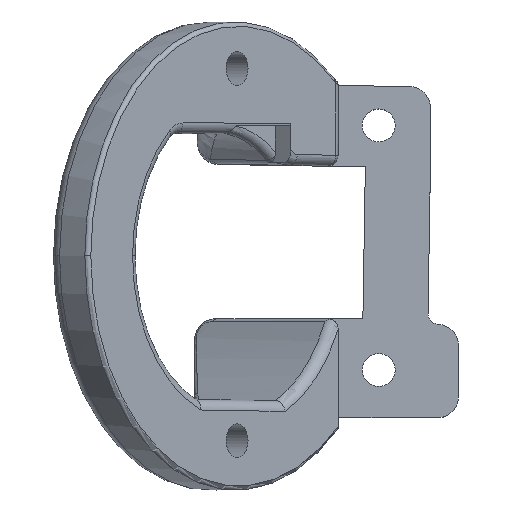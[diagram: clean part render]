
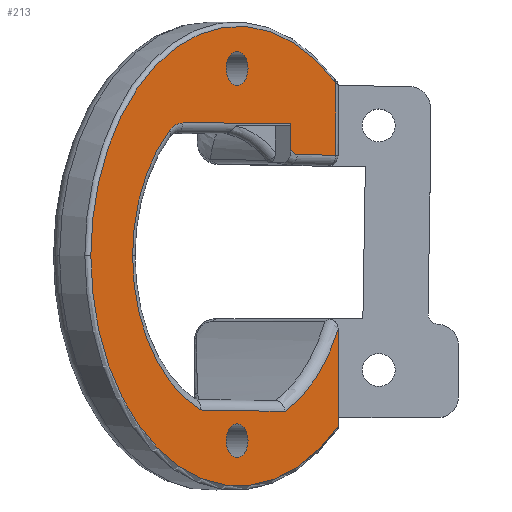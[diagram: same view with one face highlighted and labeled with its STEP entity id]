
A CAD part, top view. The second image highlights one B-rep face of the part: STEP entity #213.
In plain terms, the highlighted planar face has unit normal (0.766, 0, 0.643).
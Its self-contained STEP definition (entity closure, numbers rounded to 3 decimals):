
#55=CARTESIAN_POINT('',(11.644,-0.7,-15.926));
#56=DIRECTION('',(-0.766,0.,-0.643));
#57=DIRECTION('',(-0.643,0.,0.766));
#58=AXIS2_PLACEMENT_3D('',#55,#56,#57);
#59=PLANE('',#58);
#60=CARTESIAN_POINT('',(-26.28,13.5,29.27));
#61=VERTEX_POINT('',#60);
#62=CARTESIAN_POINT('',(-27.309,13.5,30.496));
#63=DIRECTION('',(-0.766,-0.,-0.643));
#64=DIRECTION('',(0.643,0.,-0.766));
#65=AXIS2_PLACEMENT_3D('',#62,#63,#64);
#66=CIRCLE('',#65,1.6);
#67=EDGE_CURVE('',#61,#61,#66,.T.);
#68=ORIENTED_EDGE('',*,*,#67,.T.);
#69=EDGE_LOOP('',(#68));
#70=FACE_BOUND('',#69,.T.);
#71=CARTESIAN_POINT('',(-26.28,-21.5,29.27));
#72=VERTEX_POINT('',#71);
#73=CARTESIAN_POINT('',(-27.309,-21.5,30.496));
#74=DIRECTION('',(-0.766,-0.,-0.643));
#75=DIRECTION('',(0.643,0.,-0.766));
#76=AXIS2_PLACEMENT_3D('',#73,#74,#75);
#77=CIRCLE('',#76,1.6);
#78=EDGE_CURVE('',#72,#72,#77,.T.);
#79=ORIENTED_EDGE('',*,*,#78,.T.);
#80=EDGE_LOOP('',(#79));
#81=FACE_BOUND('',#80,.T.);
#82=CARTESIAN_POINT('',(-18.048,5.355,19.459));
#83=VERTEX_POINT('',#82);
#84=CARTESIAN_POINT('',(-18.048,12.162,19.459));
#85=VERTEX_POINT('',#84);
#86=CARTESIAN_POINT('',(-18.048,5.355,19.459));
#87=DIRECTION('',(0.,1.,0.));
#88=VECTOR('',#87,6.807);
#89=LINE('',#86,#88);
#90=EDGE_CURVE('',#83,#85,#89,.T.);
#91=ORIENTED_EDGE('',*,*,#90,.T.);
#92=CARTESIAN_POINT('',(-18.177,12.32,19.613));
#93=VERTEX_POINT('',#92);
#94=CARTESIAN_POINT('',(-18.048,12.162,19.459));
#95=CARTESIAN_POINT('',(-18.092,12.212,19.512));
#96=CARTESIAN_POINT('',(-18.135,12.265,19.563));
#97=CARTESIAN_POINT('',(-18.177,12.32,19.613));
#98=B_SPLINE_CURVE_WITH_KNOTS('',3,(#94,#95,#96,#97),.UNSPECIFIED.,.F.,.F.,(4,4),(0.,0.),.UNSPECIFIED.);
#99=EDGE_CURVE('',#85,#93,#98,.T.);
#100=ORIENTED_EDGE('',*,*,#99,.T.);
#101=CARTESIAN_POINT('',(-41.054,-4.137,46.877));
#102=VERTEX_POINT('',#101);
#103=CARTESIAN_POINT('',(-27.17,-4.137,30.33));
#104=DIRECTION('',(0.766,-0.,0.643));
#105=DIRECTION('',(-0.643,0.,0.766));
#106=AXIS2_PLACEMENT_3D('',#103,#104,#105);
#107=CIRCLE('',#106,21.6);
#108=EDGE_CURVE('',#93,#102,#107,.T.);
#109=ORIENTED_EDGE('',*,*,#108,.T.);
#110=CARTESIAN_POINT('',(-17.814,-20.097,19.181));
#111=VERTEX_POINT('',#110);
#112=CARTESIAN_POINT('',(-27.17,-4.137,30.33));
#113=DIRECTION('',(0.766,-0.,0.643));
#114=DIRECTION('',(-0.643,0.,0.766));
#115=AXIS2_PLACEMENT_3D('',#112,#113,#114);
#116=CIRCLE('',#115,21.6);
#117=EDGE_CURVE('',#102,#111,#116,.T.);
#118=ORIENTED_EDGE('',*,*,#117,.T.);
#119=CARTESIAN_POINT('',(-17.814,-11.019,19.181));
#120=VERTEX_POINT('',#119);
#121=CARTESIAN_POINT('',(-17.814,-20.097,19.181));
#122=DIRECTION('',(0.,1.,0.));
#123=VECTOR('',#122,9.078);
#124=LINE('',#121,#123);
#125=EDGE_CURVE('',#111,#120,#124,.T.);
#126=ORIENTED_EDGE('',*,*,#125,.T.);
#127=CARTESIAN_POINT('',(-22.799,-18.73,25.121));
#128=VERTEX_POINT('',#127);
#129=CARTESIAN_POINT('',(-27.17,-4.137,30.33));
#130=DIRECTION('',(-0.766,0.,-0.643));
#131=DIRECTION('',(-0.643,0.,0.766));
#132=AXIS2_PLACEMENT_3D('',#129,#130,#131);
#133=CIRCLE('',#132,16.1);
#134=EDGE_CURVE('',#120,#128,#133,.T.);
#135=ORIENTED_EDGE('',*,*,#134,.T.);
#136=CARTESIAN_POINT('',(-30.736,-18.61,34.58));
#137=VERTEX_POINT('',#136);
#138=CARTESIAN_POINT('',(-22.799,-18.73,25.121));
#139=DIRECTION('',(-0.643,0.01,0.766));
#140=VECTOR('',#139,12.348);
#141=LINE('',#138,#140);
#142=EDGE_CURVE('',#128,#137,#141,.T.);
#143=ORIENTED_EDGE('',*,*,#142,.T.);
#144=CARTESIAN_POINT('',(-37.133,-4.137,42.204));
#145=VERTEX_POINT('',#144);
#146=CARTESIAN_POINT('',(-27.17,-4.137,30.33));
#147=DIRECTION('',(-0.766,0.,-0.643));
#148=DIRECTION('',(-0.643,0.,0.766));
#149=AXIS2_PLACEMENT_3D('',#146,#147,#148);
#150=CIRCLE('',#149,15.5);
#151=EDGE_CURVE('',#137,#145,#150,.T.);
#152=ORIENTED_EDGE('',*,*,#151,.T.);
#153=CARTESIAN_POINT('',(-33.644,7.645,38.046));
#154=VERTEX_POINT('',#153);
#155=CARTESIAN_POINT('',(-27.17,-4.137,30.33));
#156=DIRECTION('',(-0.766,0.,-0.643));
#157=DIRECTION('',(-0.643,0.,0.766));
#158=AXIS2_PLACEMENT_3D('',#155,#156,#157);
#159=CIRCLE('',#158,15.5);
#160=EDGE_CURVE('',#145,#154,#159,.T.);
#161=ORIENTED_EDGE('',*,*,#160,.T.);
#162=CARTESIAN_POINT('',(-32.391,8.364,36.553));
#163=VERTEX_POINT('',#162);
#164=CARTESIAN_POINT('',(-32.391,5.364,36.553));
#165=DIRECTION('',(-0.766,0.,-0.643));
#166=DIRECTION('',(-0.643,0.,0.766));
#167=AXIS2_PLACEMENT_3D('',#164,#165,#166);
#168=CIRCLE('',#167,3.);
#169=EDGE_CURVE('',#154,#163,#168,.T.);
#170=ORIENTED_EDGE('',*,*,#169,.T.);
#171=CARTESIAN_POINT('',(-22.25,8.364,24.467));
#172=VERTEX_POINT('',#171);
#173=CARTESIAN_POINT('',(-32.391,8.364,36.553));
#174=DIRECTION('',(0.643,0.,-0.766));
#175=VECTOR('',#174,15.777);
#176=LINE('',#173,#175);
#177=EDGE_CURVE('',#163,#172,#176,.T.);
#178=ORIENTED_EDGE('',*,*,#177,.T.);
#179=CARTESIAN_POINT('',(-22.25,5.874,24.467));
#180=VERTEX_POINT('',#179);
#181=CARTESIAN_POINT('',(-22.25,5.874,24.467));
#182=DIRECTION('',(0.,1.,0.));
#183=VECTOR('',#182,2.491);
#184=LINE('',#181,#183);
#185=EDGE_CURVE('',#180,#172,#184,.T.);
#186=ORIENTED_EDGE('',*,*,#185,.F.);
#187=CARTESIAN_POINT('',(-21.664,5.414,23.768));
#188=VERTEX_POINT('',#187);
#189=CARTESIAN_POINT('',(-22.25,5.874,24.467));
#190=CARTESIAN_POINT('',(-22.206,5.819,24.415));
#191=CARTESIAN_POINT('',(-22.162,5.763,24.363));
#192=CARTESIAN_POINT('',(-22.119,5.708,24.311));
#193=CARTESIAN_POINT('',(-22.097,5.681,24.285));
#194=CARTESIAN_POINT('',(-22.075,5.653,24.259));
#195=CARTESIAN_POINT('',(-22.053,5.626,24.232));
#196=CARTESIAN_POINT('',(-22.031,5.599,24.206));
#197=CARTESIAN_POINT('',(-22.008,5.574,24.178));
#198=CARTESIAN_POINT('',(-21.983,5.552,24.149));
#199=CARTESIAN_POINT('',(-21.887,5.464,24.035));
#200=CARTESIAN_POINT('',(-21.777,5.415,23.903));
#201=CARTESIAN_POINT('',(-21.664,5.414,23.768));
#202=B_SPLINE_CURVE_WITH_KNOTS('',3,(#189,#190,#191,#192,#193,#194,#195,#196,#197,#198,#199,#200,#201),.UNSPECIFIED.,.F.,.F.,(4,3,3,3,4),(0.,0.,0.,0.001,0.001),.UNSPECIFIED.);
#203=EDGE_CURVE('',#180,#188,#202,.T.);
#204=ORIENTED_EDGE('',*,*,#203,.T.);
#205=CARTESIAN_POINT('',(-21.664,5.414,23.768));
#206=DIRECTION('',(0.643,-0.01,-0.766));
#207=VECTOR('',#206,5.625);
#208=LINE('',#205,#207);
#209=EDGE_CURVE('',#188,#83,#208,.T.);
#210=ORIENTED_EDGE('',*,*,#209,.T.);
#211=EDGE_LOOP('',(#91,#100,#109,#118,#126,#135,#143,#152,#161,#170,#178,#186,#204,#210));
#212=FACE_BOUND('',#211,.T.);
#213=ADVANCED_FACE('',(#70,#81,#212),#59,.F.);
